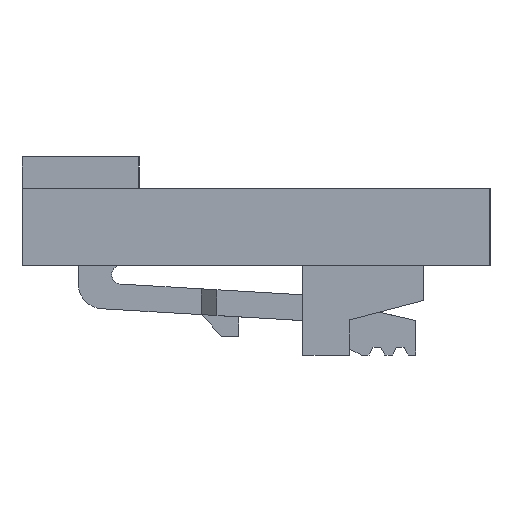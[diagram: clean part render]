
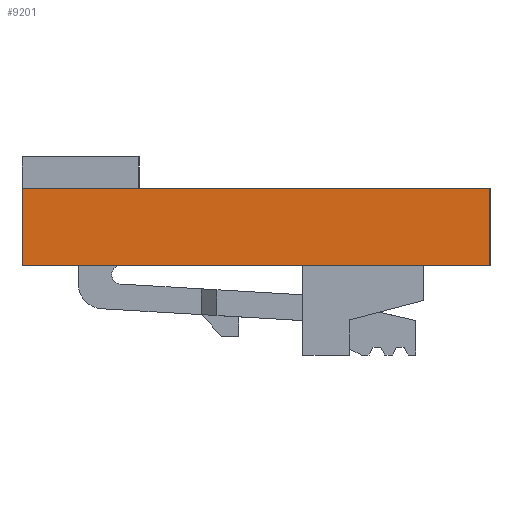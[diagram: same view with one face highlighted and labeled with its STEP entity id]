
A CAD part, left-side view. The second image highlights one B-rep face of the part: STEP entity #9201.
In plain terms, the highlighted planar face has unit normal (-1, 0, 0).
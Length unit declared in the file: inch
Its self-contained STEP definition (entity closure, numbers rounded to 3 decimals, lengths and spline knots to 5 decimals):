
#241=DIRECTION('',(0.,0.,1.));
#242=VECTOR('',#241,0.099);
#243=CARTESIAN_POINT('',(-0.3995,-0.3,-0.0495));
#244=LINE('',#243,#242);
#1229=DIRECTION('',(0.,0.,1.));
#1230=VECTOR('',#1229,0.099);
#1231=CARTESIAN_POINT('',(-0.3995,0.3,-0.0495));
#1232=LINE('',#1231,#1230);
#2645=DIRECTION('',(0.,1.,0.));
#2646=VECTOR('',#2645,0.6);
#2647=CARTESIAN_POINT('',(-0.3995,-0.3,0.0495));
#2648=LINE('',#2647,#2646);
#3205=DIRECTION('',(0.,1.,0.));
#3206=VECTOR('',#3205,0.6);
#3207=CARTESIAN_POINT('',(-0.3995,-0.3,-0.0495));
#3208=LINE('',#3207,#3206);
#3241=CARTESIAN_POINT('',(-0.3995,-0.3,-0.0495));
#3242=CARTESIAN_POINT('',(-0.3995,-0.3,0.0495));
#3243=VERTEX_POINT('',#3241);
#3244=VERTEX_POINT('',#3242);
#3249=CARTESIAN_POINT('',(-0.3995,0.3,-0.0495));
#3250=CARTESIAN_POINT('',(-0.3995,0.3,0.0495));
#3251=VERTEX_POINT('',#3249);
#3252=VERTEX_POINT('',#3250);
#9190=CARTESIAN_POINT('',(-0.3995,-0.3,-0.0495));
#9191=DIRECTION('',(-1.,0.,0.));
#9192=DIRECTION('',(0.,0.,1.));
#9193=AXIS2_PLACEMENT_3D('',#9190,#9191,#9192);
#9194=PLANE('',#9193);
#9195=ORIENTED_EDGE('',*,*,#4402,.F.);
#9196=ORIENTED_EDGE('',*,*,#4562,.T.);
#9197=ORIENTED_EDGE('',*,*,#5816,.T.);
#9198=ORIENTED_EDGE('',*,*,#7860,.F.);
#9199=EDGE_LOOP('',(#9195,#9196,#9197,#9198));
#9200=FACE_OUTER_BOUND('',#9199,.F.);
#9201=ADVANCED_FACE('',(#9200),#9194,.T.);
#4402=EDGE_CURVE('',#3243,#3244,#244,.T.);
#4562=EDGE_CURVE('',#3243,#3251,#3208,.T.);
#5816=EDGE_CURVE('',#3251,#3252,#1232,.T.);
#7860=EDGE_CURVE('',#3244,#3252,#2648,.T.);
